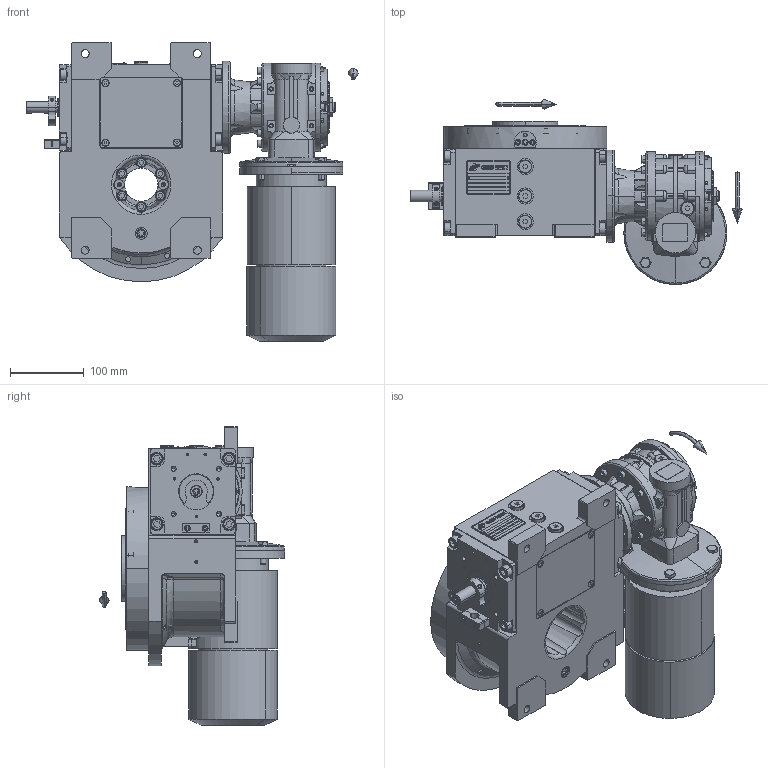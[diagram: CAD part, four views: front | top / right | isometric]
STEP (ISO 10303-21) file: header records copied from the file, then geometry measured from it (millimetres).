
FILE_DESCRIPTION (( 'STEP AP203' ), '1' );
FILE_NAME ('PC5201558.step', '2025-10-09T11:59:58', ( '' ), ( '' ), 'SwSTEP 2.0', 'SolidWorks 2020', '' );
FILE_SCHEMA (( 'CONFIG_CONTROL_DESIGN' ));
Length unit declared in the file: millimetre
Products named in the file (85): cfn2003_01_054; cfn2000_01_103; AS_rig06_016; rig06_017; cfn2077_01_018; cfn2128_04_004; AS_rig06_004_s_001; freccia_angolare; cfn2476_01_002_60x46; cfn2205_01_013; cfn2151_01_290; cfn2000_01_124; cfn2151_01_090; cfn2115_02_165; cfn2155_01_056; AS_900_38_11_06_4; PC5201558; rig06_016; RMI50_F1_LCB_SX_63B5; cfn2000_01_161; AS_900_38_30_003; cfn2158_01_010; AS_rig06_002_bl_001; CFN2000_01_185^RIG06_005_ASM_rig06_071_06_m_asm(2)_rig06_071_06_m_asm.stp; AS_cfn2476_01_002_60x46; cfn2070_05_005; AS_rig06_071_6_m; cfn2401_01_003; rig06_005_n_01; rig06_071_06_m_asm.stp; CFN2010_01_012^rig06_071_06_m_asm(2)_rig06_071_06_m_asm.stp; cfn2000_01_126; cfn2107_01_001; RIG06_005_ASM^rig06_071_06_m_asm(2)_rig06_071_06_m_asm.stp; BM63B5; CFN2010_02_002^rig06_071_06_m_asm(2)_rig06_071_06_m_asm.stp; AS_rig06_004; CFN2223_01-570X6-B^rig06_071_06_m_asm(2)_rig06_071_06_m_asm.stp; freccia_angolare_albero; CFN2356_03_047^rig06_071_06_m_asm(2)_rig06_071_06_m_asm.stp ...
Assembly tree (78 placements, depth 5):
  cfn2077_01_018
  cfn2205_01_013
  cfn2151_01_290
  cfn2151_01_090
  cfn2115_02_165
Bounding box: 451 x 251.5 x 405.99 mm (x, y, z)
Volume: 6097895.5 mm3; surface area: 1146328.4 mm2
Topology: 69 solids, 73 shells, 3754 faces, 9513 edges, 6087 vertices
Faces by surface type: plane 1685, cylinder 1248, cone 597, torus 198, bspline 20, sphere 6
Entity records: 135244 total; most frequent: CARTESIAN_POINT 39043, DIRECTION 18219, ORIENTED_EDGE 18146, EDGE_CURVE 9073, AXIS2_PLACEMENT_3D 6641, VERTEX_POINT 5882, VECTOR 4937, LINE 4937
